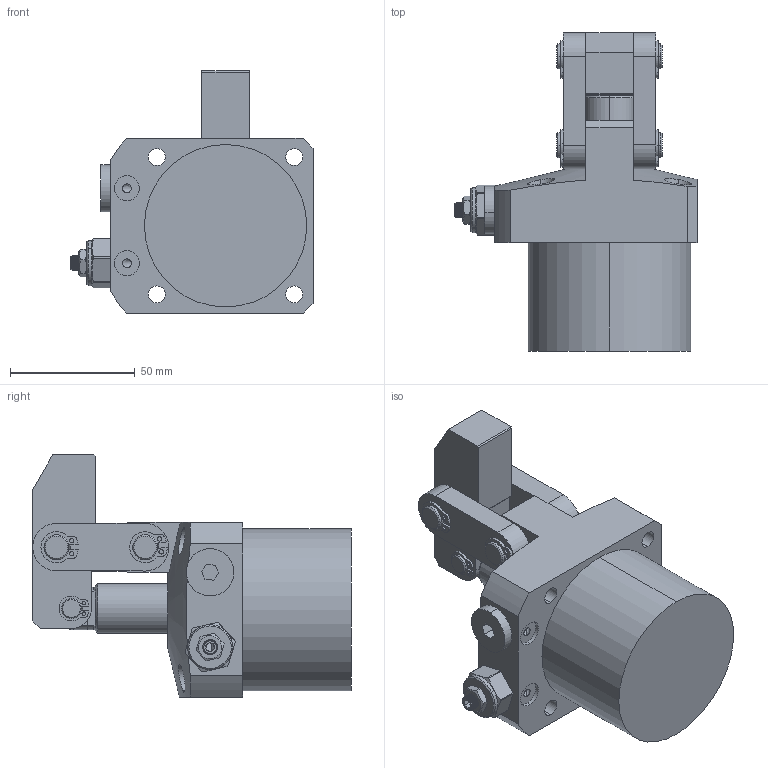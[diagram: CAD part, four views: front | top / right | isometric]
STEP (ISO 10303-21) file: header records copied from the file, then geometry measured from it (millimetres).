
FILE_DESCRIPTION (( 'STEP AP203' ), '1' );
FILE_NAME ('CLKA-065CR油压杠杆缸三维图.STEP', '2019-04-16T00:37:46', ( 'User' ), ( 'china' ), 'SwSTEP 2.0', 'SolidWorks 2018', '' );
FILE_SCHEMA (( 'CONFIG_CONTROL_DESIGN' ));
Length unit declared in the file: millimetre
Products named in the file (11): CZL20覃厒概; CLKA-50傻种00_1_1; 065GR掛极; 065活塞杆; CLKA-065CR油压杠杆缸三维图; CLKA-50开口挡圈8_1_1; CLKA-50开口挡圈10_1_1; CLKA-50蟀裝00_1_1; CLKA-50揤旋00_1_1; CLKA-50酗种_1_1; 囀鞠褒黑芛郔陔1-4
Assembly tree (16 placements, depth 2):
  CLKA-065CR油压杠杆缸三维图
    CLKA-50傻种00_1_1
    065活塞杆
    CLKA-50开口挡圈8_1_1  x2
    CLKA-50开口挡圈10_1_1  x4
    CLKA-50蟀裝00_1_1  x2
    CLKA-50揤旋00_1_1
    CLKA-50酗种_1_1  x2
    囀鞠褒黑芛郔陔1-4
    CZL20覃厒概
    065GR掛极
Bounding box: 96.9 x 127.5 x 97 mm (x, y, z)
Volume: 293029.5 mm3; surface area: 75978.9 mm2
Topology: 16 solids, 19 shells, 457 faces, 1127 edges, 731 vertices
Faces by surface type: cylinder 234, plane 150, cone 65, bspline 8
Entity records: 14626 total; most frequent: CARTESIAN_POINT 5390, DIRECTION 1663, ORIENTED_EDGE 1625, EDGE_CURVE 824, AXIS2_PLACEMENT_3D 645, VERTEX_POINT 533, EDGE_LOOP 401, LINE 373
